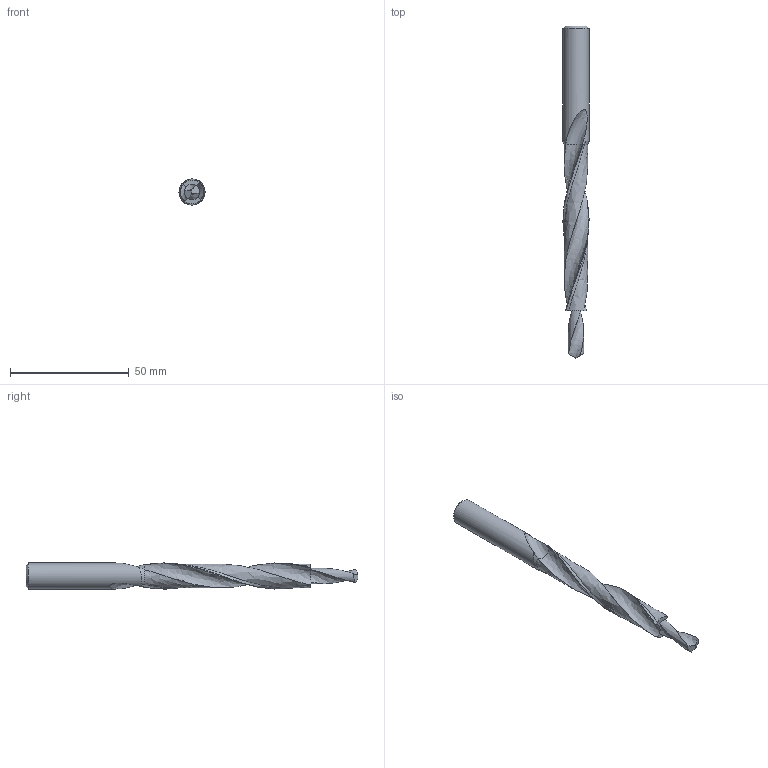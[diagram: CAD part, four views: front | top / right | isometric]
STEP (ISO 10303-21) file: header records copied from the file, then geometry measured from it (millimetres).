
FILE_DESCRIPTION(/* description */ ('Vrták 11 x 6.5 mm.'),/* implementation_level */ '2;1');
FILE_NAME(/* name */ '03-Vrtak_11x6.5.stp',/* time_stamp */ '2019-01-14T13:56:47+01:00',/* author */ (''),/* organization */ ('Alutec K&K'),/* preprocessor_version */ 'ST-DEVELOPER v17',/* originating_system */ 'Autodesk Inventor 2018',/* authorisation */ '');
FILE_SCHEMA (('AUTOMOTIVE_DESIGN { 1 0 10303 214 3 1 1 }'));
Length unit declared in the file: millimetre
Products named in the file (1): 03-Vrtak_11x6.5
Bounding box: 11 x 139.97 x 11 mm (x, y, z)
Volume: 7762.8 mm3; surface area: 4741.6 mm2
Topology: 2 solids, 2 shells, 26 faces, 61 edges, 39 vertices
Faces by surface type: bspline 16, plane 5, cylinder 4, cone 1
Full cylindrical faces by diameter (mm): 11 x1
Entity records: 1596 total; most frequent: CARTESIAN_POINT 1082, ORIENTED_EDGE 122, EDGE_CURVE 61, DIRECTION 52, B_SPLINE_CURVE_WITH_KNOTS 43, VERTEX_POINT 39, FACE_OUTER_BOUND 26, EDGE_LOOP 26
